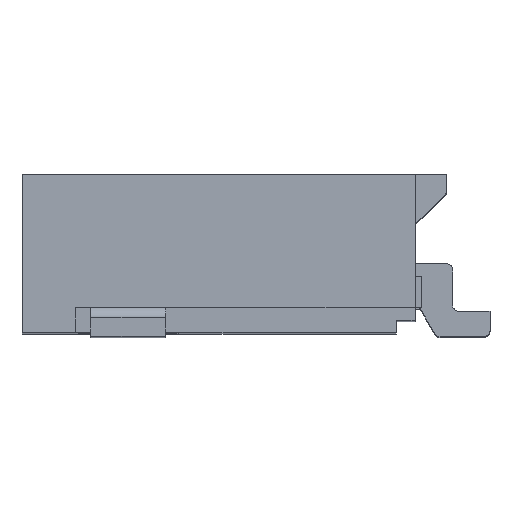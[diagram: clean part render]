
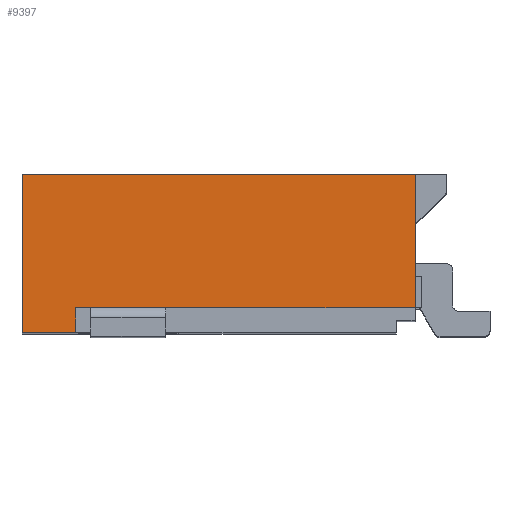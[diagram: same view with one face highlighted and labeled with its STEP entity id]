
A CAD part, top view. The second image highlights one B-rep face of the part: STEP entity #9397.
In plain terms, the highlighted planar face has unit normal (0, 0, 1).
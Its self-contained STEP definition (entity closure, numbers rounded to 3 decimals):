
#909=DIRECTION('',(0.,-1.,0.));
#910=VECTOR('',#909,1.27);
#911=CARTESIAN_POINT('',(0.,1.27,3.75));
#912=LINE('7909',#911,#910);
#953=DIRECTION('',(-1.,0.,0.));
#954=VECTOR('',#953,3.15);
#955=CARTESIAN_POINT('',(3.15,1.27,3.75));
#956=LINE('7910',#955,#954);
#1183=DIRECTION('',(1.,0.,0.));
#1184=VECTOR('',#1183,0.43);
#1185=CARTESIAN_POINT('',(0.,0.,3.75));
#1186=LINE('7908',#1185,#1184);
#1191=DIRECTION('',(-1.,0.,0.));
#1192=VECTOR('',#1191,2.72);
#1193=CARTESIAN_POINT('',(3.15,0.2,3.75));
#1194=LINE('7901',#1193,#1192);
#1195=DIRECTION('',(0.,-1.,0.));
#1196=VECTOR('',#1195,1.07);
#1197=CARTESIAN_POINT('',(3.15,1.27,3.75));
#1198=LINE('7887',#1197,#1196);
#1454=DIRECTION('',(0.,-1.,0.));
#1455=VECTOR('',#1454,0.2);
#1456=CARTESIAN_POINT('',(0.43,0.2,3.75));
#1457=LINE('7907',#1456,#1455);
#6821=CARTESIAN_POINT('',(3.15,0.2,3.75));
#6823=VERTEX_POINT('',#6821);
#6825=CARTESIAN_POINT('',(3.15,1.27,3.75));
#6826=VERTEX_POINT('',#6825);
#6845=CARTESIAN_POINT('',(0.43,0.2,3.75));
#6846=VERTEX_POINT('',#6845);
#6853=CARTESIAN_POINT('',(0.43,0.,3.75));
#6854=VERTEX_POINT('',#6853);
#6855=CARTESIAN_POINT('',(0.,0.,3.75));
#6856=VERTEX_POINT('',#6855);
#6857=CARTESIAN_POINT('',(0.,1.27,3.75));
#6858=VERTEX_POINT('',#6857);
#9381=CARTESIAN_POINT('',(1.575,0.635,3.75));
#9382=DIRECTION('',(0.,0.,1.));
#9383=DIRECTION('',(1.,0.,0.));
#9384=AXIS2_PLACEMENT_3D('',#9381,#9382,#9383);
#9385=PLANE('6323',#9384);
#9387=ORIENTED_EDGE('7901',*,*,#9386,.T.);
#9389=ORIENTED_EDGE('7907',*,*,#9388,.T.);
#9390=ORIENTED_EDGE('7908',*,*,#9270,.F.);
#9391=ORIENTED_EDGE('7909',*,*,#8759,.F.);
#9392=ORIENTED_EDGE('7910',*,*,#8856,.F.);
#9394=ORIENTED_EDGE('7887',*,*,#9393,.T.);
#9395=EDGE_LOOP('6323',(#9387,#9389,#9390,#9391,#9392,#9394));
#9396=FACE_OUTER_BOUND('6323',#9395,.F.);
#9397=ADVANCED_FACE('6323',(#9396),#9385,.T.);
#8759=EDGE_CURVE('7909',#6858,#6856,#912,.T.);
#8856=EDGE_CURVE('7910',#6826,#6858,#956,.T.);
#9270=EDGE_CURVE('7908',#6856,#6854,#1186,.T.);
#9386=EDGE_CURVE('7901',#6823,#6846,#1194,.T.);
#9388=EDGE_CURVE('7907',#6846,#6854,#1457,.T.);
#9393=EDGE_CURVE('7887',#6826,#6823,#1198,.T.);
